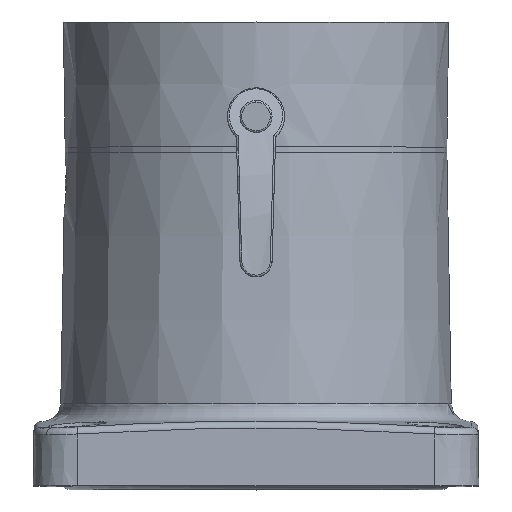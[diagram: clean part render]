
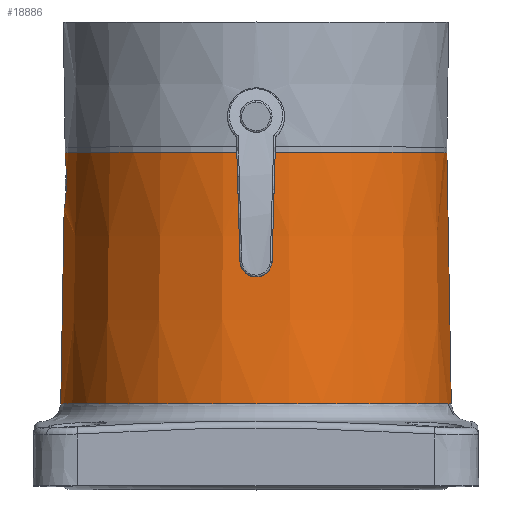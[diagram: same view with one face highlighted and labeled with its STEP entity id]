
A CAD part, top view. The second image highlights one B-rep face of the part: STEP entity #18886.
In plain terms, the highlighted conical face has half-angle 1 degrees and reference radius 54.115 mm.
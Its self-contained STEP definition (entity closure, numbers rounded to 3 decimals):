
#610=CARTESIAN_POINT('',(0.,23.033,0.));
#611=DIRECTION('',(0.,1.,0.));
#612=DIRECTION('',(-1.,0.,0.));
#613=AXIS2_PLACEMENT_3D('',#610,#611,#612);
#618=CARTESIAN_POINT('',(0.,23.033,0.));
#619=DIRECTION('',(0.,1.,0.));
#620=DIRECTION('',(1.,0.,0.011));
#621=AXIS2_PLACEMENT_3D('',#618,#619,#620);
#650=CARTESIAN_POINT('',(0.,93.5,0.));
#651=DIRECTION('',(0.,-1.,0.));
#652=DIRECTION('',(1.,0.,0.));
#653=AXIS2_PLACEMENT_3D('',#650,#651,#652);
#658=DIRECTION('',(0.017,-1.,0.));
#659=VECTOR('',#658,70.478);
#660=CARTESIAN_POINT('',(53.5,93.5,0.));
#661=LINE('',#660,#659);
#827=DIRECTION('',(-0.017,-1.,0.));
#828=VECTOR('',#827,1.);
#829=CARTESIAN_POINT('',(-53.5,93.5,0.));
#830=LINE('',#829,#828);
#834=DIRECTION('',(-0.017,-1.,0.));
#835=VECTOR('',#834,54.475);
#836=CARTESIAN_POINT('',(-53.779,77.5,
0.));
#837=LINE('',#836,#835);
#841=CARTESIAN_POINT('',(-53.517,92.5,0.));
#842=CARTESIAN_POINT('',(-53.517,92.5,0.157));
#843=CARTESIAN_POINT('',(-53.516,92.49,0.47));
#844=CARTESIAN_POINT('',(-53.511,92.446,0.939));
#845=CARTESIAN_POINT('',(-53.502,92.373,1.403));
#846=CARTESIAN_POINT('',(-53.49,92.27,1.863));
#847=CARTESIAN_POINT('',(-53.474,92.139,2.316));
#848=CARTESIAN_POINT('',(-53.456,91.979,2.76));
#849=CARTESIAN_POINT('',(-53.435,91.792,3.193));
#850=CARTESIAN_POINT('',(-53.412,91.577,3.614));
#851=CARTESIAN_POINT('',(-53.387,91.337,4.021));
#852=CARTESIAN_POINT('',(-53.361,91.071,4.412));
#853=CARTESIAN_POINT('',(-53.334,90.781,4.786));
#854=CARTESIAN_POINT('',(-53.306,90.468,5.141));
#855=CARTESIAN_POINT('',(-53.279,90.133,5.475));
#856=CARTESIAN_POINT('',(-53.252,89.778,5.788));
#857=CARTESIAN_POINT('',(-53.226,89.404,6.077));
#858=CARTESIAN_POINT('',(-53.202,89.013,6.342));
#859=CARTESIAN_POINT('',(-53.18,88.607,6.581));
#860=CARTESIAN_POINT('',(-53.16,88.186,6.795));
#861=CARTESIAN_POINT('',(-53.144,87.754,6.981));
#862=CARTESIAN_POINT('',(-53.13,87.311,7.14));
#863=CARTESIAN_POINT('',(-53.121,86.86,7.271));
#864=CARTESIAN_POINT('',(-53.115,86.401,7.373));
#865=CARTESIAN_POINT('',(-53.113,85.937,7.446));
#866=CARTESIAN_POINT('',(-53.115,85.469,7.49));
#867=CARTESIAN_POINT('',(-53.119,85.156,7.5));
#868=CARTESIAN_POINT('',(-53.122,85.,7.5));
#912=CARTESIAN_POINT('',(-53.122,85.,7.5));
#913=CARTESIAN_POINT('',(-53.124,84.844,7.5));
#914=CARTESIAN_POINT('',(-53.131,84.531,7.49));
#915=CARTESIAN_POINT('',(-53.146,84.064,7.446));
#916=CARTESIAN_POINT('',(-53.164,83.599,7.373));
#917=CARTESIAN_POINT('',(-53.186,83.14,7.271));
#918=CARTESIAN_POINT('',(-53.212,82.688,7.14));
#919=CARTESIAN_POINT('',(-53.241,82.243,6.98));
#920=CARTESIAN_POINT('',(-53.273,81.81,6.793));
#921=CARTESIAN_POINT('',(-53.307,81.389,6.579));
#922=CARTESIAN_POINT('',(-53.343,80.982,6.339));
#923=CARTESIAN_POINT('',(-53.381,80.59,6.072));
#924=CARTESIAN_POINT('',(-53.42,80.216,5.782));
#925=CARTESIAN_POINT('',(-53.459,79.86,5.469));
#926=CARTESIAN_POINT('',(-53.499,79.526,5.134));
#927=CARTESIAN_POINT('',(-53.537,79.212,4.778));
#928=CARTESIAN_POINT('',(-53.574,78.923,4.404));
#929=CARTESIAN_POINT('',(-53.61,78.658,4.012));
#930=CARTESIAN_POINT('',(-53.643,78.418,3.606));
#931=CARTESIAN_POINT('',(-53.673,78.204,3.185));
#932=CARTESIAN_POINT('',(-53.7,78.018,2.752));
#933=CARTESIAN_POINT('',(-53.724,77.859,2.309));
#934=CARTESIAN_POINT('',(-53.744,77.729,1.857));
#935=CARTESIAN_POINT('',(-53.76,77.627,1.399));
#936=CARTESIAN_POINT('',(-53.771,77.554,0.936));
#937=CARTESIAN_POINT('',(-53.778,77.51,0.469));
#938=CARTESIAN_POINT('',(-53.779,77.5,0.156));
#939=CARTESIAN_POINT('',(-53.779,77.5,
0.));
#16797=CARTESIAN_POINT('',(-54.73,23.033,
0.));
#16798=CARTESIAN_POINT('',(54.727,23.033,
0.576));
#16799=VERTEX_POINT('',#16797);
#16800=VERTEX_POINT('',#16798);
#16801=CARTESIAN_POINT('',(54.73,23.033,0.));
#16802=VERTEX_POINT('',#16801);
#16811=VERTEX_POINT('',#841);
#16812=VERTEX_POINT('',#868);
#16813=CARTESIAN_POINT('',(-53.779,77.5,
0.));
#16814=VERTEX_POINT('',#16813);
#17061=CARTESIAN_POINT('',(53.5,93.5,0.));
#17062=CARTESIAN_POINT('',(-53.5,93.5,0.));
#17063=VERTEX_POINT('',#17061);
#17064=VERTEX_POINT('',#17062);
#18865=CARTESIAN_POINT('',(0.,58.267,0.));
#18866=DIRECTION('',(0.,-1.,0.));
#18867=DIRECTION('',(1.,0.,0.));
#18868=AXIS2_PLACEMENT_3D('',#18865,#18866,#18867);
#18869=CONICAL_SURFACE('',#18868,54.115,1.);
#18871=ORIENTED_EDGE('',*,*,#18870,.F.);
#18873=ORIENTED_EDGE('',*,*,#18872,.T.);
#18874=ORIENTED_EDGE('',*,*,#18839,.F.);
#18875=ORIENTED_EDGE('',*,*,#18837,.F.);
#18877=ORIENTED_EDGE('',*,*,#18876,.F.);
#18879=ORIENTED_EDGE('',*,*,#18878,.F.);
#18881=ORIENTED_EDGE('',*,*,#18880,.F.);
#18883=ORIENTED_EDGE('',*,*,#18882,.F.);
#18884=EDGE_LOOP('',(#18871,#18873,#18874,#18875,#18877,#18879,#18881,#18883));
#18885=FACE_OUTER_BOUND('',#18884,.F.);
#18886=ADVANCED_FACE('',(#18885),#18869,.T.);
#614=CIRCLE('',#613,54.73);
#622=CIRCLE('',#621,54.73);
#654=CIRCLE('',#653,53.5);
#869=B_SPLINE_CURVE_WITH_KNOTS('',3,(#841,#842,#843,#844,#845,#846,#847,#848,
#849,#850,#851,#852,#853,#854,#855,#856,#857,#858,#859,#860,#861,#862,#863,#864,
#865,#866,#867,#868),.UNSPECIFIED.,.F.,.F.,(4,1,1,1,1,1,1,1,1,1,1,1,1,1,1,1,1,1,
1,1,1,1,1,1,1,4),(0.,0.04,0.08,0.12,0.16,0.2,0.24,0.28,0.32,
0.36,0.4,0.44,0.48,0.52,0.56,0.6,0.64,0.68,0.72,0.76,
0.8,0.84,0.88,0.92,0.96,1.),.UNSPECIFIED.);
#940=B_SPLINE_CURVE_WITH_KNOTS('',3,(#912,#913,#914,#915,#916,#917,#918,#919,
#920,#921,#922,#923,#924,#925,#926,#927,#928,#929,#930,#931,#932,#933,#934,#935,
#936,#937,#938,#939),.UNSPECIFIED.,.F.,.F.,(4,1,1,1,1,1,1,1,1,1,1,1,1,1,1,1,1,1,
1,1,1,1,1,1,1,4),(0.,0.04,0.08,0.12,0.16,0.2,0.24,0.28,0.32,
0.36,0.4,0.44,0.48,0.52,0.56,0.6,0.64,0.68,0.72,0.76,
0.8,0.84,0.88,0.92,0.96,1.),.UNSPECIFIED.);
#18837=EDGE_CURVE('',#16799,#16800,#614,.T.);
#18839=EDGE_CURVE('',#16800,#16802,#622,.T.);
#18870=EDGE_CURVE('',#17063,#17064,#654,.T.);
#18872=EDGE_CURVE('',#17063,#16802,#661,.T.);
#18876=EDGE_CURVE('',#16814,#16799,#837,.T.);
#18878=EDGE_CURVE('',#16812,#16814,#940,.T.);
#18880=EDGE_CURVE('',#16811,#16812,#869,.T.);
#18882=EDGE_CURVE('',#17064,#16811,#830,.T.);
